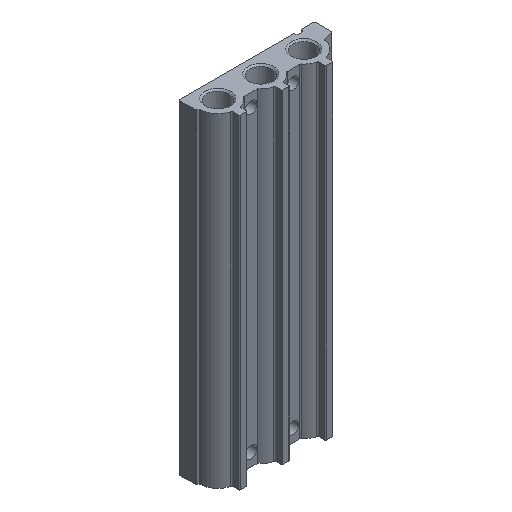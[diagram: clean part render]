
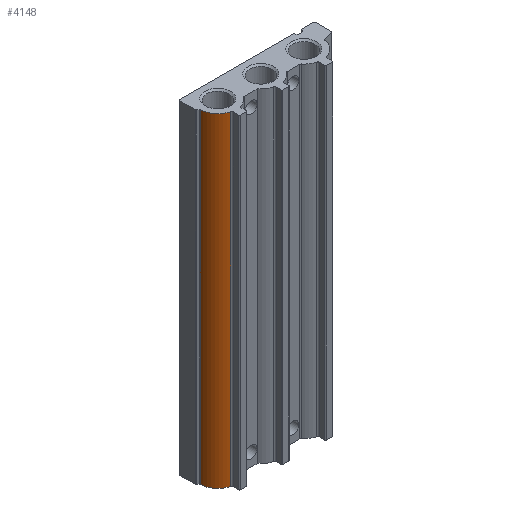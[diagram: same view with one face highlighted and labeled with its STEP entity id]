
A CAD part, isometric view. The second image highlights one B-rep face of the part: STEP entity #4148.
In plain terms, the highlighted cylindrical face has radius 7.1 mm (diameter 14.2 mm), a partial arc.
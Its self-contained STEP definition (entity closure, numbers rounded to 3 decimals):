
#210=CYLINDRICAL_SURFACE('',#4535,7.1);
#407=CIRCLE('',#4536,7.1);
#408=CIRCLE('',#4537,7.1);
#853=ORIENTED_EDGE('',*,*,#1891,.T.);
#854=ORIENTED_EDGE('',*,*,#1892,.F.);
#855=ORIENTED_EDGE('',*,*,#1893,.F.);
#856=ORIENTED_EDGE('',*,*,#1889,.T.);
#1889=EDGE_CURVE('',#2389,#2388,#2701,.T.);
#1891=EDGE_CURVE('',#2388,#2390,#407,.T.);
#1892=EDGE_CURVE('',#2391,#2390,#2702,.T.);
#1893=EDGE_CURVE('',#2389,#2391,#408,.T.);
#2388=VERTEX_POINT('',#7190);
#2389=VERTEX_POINT('',#7192);
#2390=VERTEX_POINT('',#7196);
#2391=VERTEX_POINT('',#7198);
#2701=LINE('',#7191,#2956);
#2702=LINE('',#7197,#2957);
#2956=VECTOR('',#5300,1000.);
#2957=VECTOR('',#5307,1000.);
#3214=EDGE_LOOP('',(#853,#854,#855,#856));
#3661=FACE_BOUND('',#3214,.T.);
#4148=ADVANCED_FACE('',(#3661),#210,.T.);
#4535=AXIS2_PLACEMENT_3D('',#7194,#5303,#5304);
#4536=AXIS2_PLACEMENT_3D('',#7195,#5305,#5306);
#4537=AXIS2_PLACEMENT_3D('',#7199,#5308,#5309);
#5300=DIRECTION('',(0.,0.,-1.));
#5303=DIRECTION('',(0.,0.,-1.));
#5304=DIRECTION('',(-1.,0.,0.));
#5305=DIRECTION('',(0.,0.,1.));
#5306=DIRECTION('',(1.,0.,0.));
#5307=DIRECTION('',(0.,0.,-1.));
#5308=DIRECTION('',(0.,0.,1.));
#5309=DIRECTION('',(1.,0.,0.));
#7190=CARTESIAN_POINT('',(18.368,2.95,0.));
#7191=CARTESIAN_POINT('',(18.368,2.95,124.5));
#7192=CARTESIAN_POINT('',(18.368,2.95,124.5));
#7194=CARTESIAN_POINT('',(16.5,9.8,124.5));
#7195=CARTESIAN_POINT('',(16.5,9.8,0.));
#7196=CARTESIAN_POINT('',(23.594,9.516,0.));
#7197=CARTESIAN_POINT('',(23.594,9.516,124.5));
#7198=CARTESIAN_POINT('',(23.594,9.516,124.5));
#7199=CARTESIAN_POINT('',(16.5,9.8,124.5));
